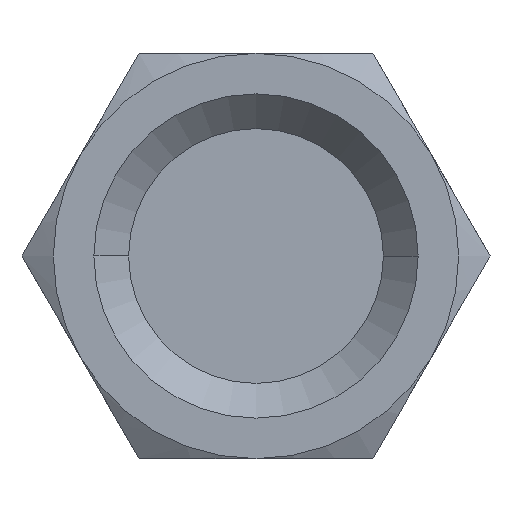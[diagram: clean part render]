
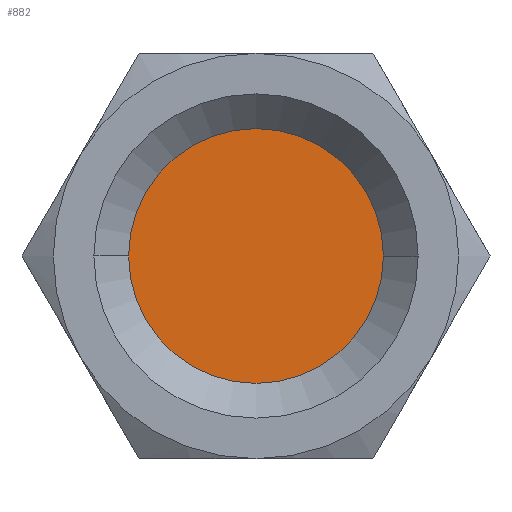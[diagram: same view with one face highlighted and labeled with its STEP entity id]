
A CAD part, front view. The second image highlights one B-rep face of the part: STEP entity #882.
In plain terms, the highlighted planar face has unit normal (0, -1, 0).
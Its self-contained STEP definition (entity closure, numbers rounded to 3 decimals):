
#24 = CIRCLE ( 'NONE', #1915, 4.4 ) ;
#101 = CIRCLE ( 'NONE', #1941, 4.4 ) ;
#185 = FACE_OUTER_BOUND ( 'NONE', #2706, .T. ) ;
#289 = VERTEX_POINT ( 'NONE', #2436 ) ;
#326 = VERTEX_POINT ( 'NONE', #816 ) ;
#549 = EDGE_CURVE ( 'NONE', #326, #289, #24, .T. ) ;
#674 = EDGE_CURVE ( 'NONE', #289, #326, #101, .T. ) ;
#816 = CARTESIAN_POINT ( 'NONE',  ( -4.4, 1.614, 0. ) ) ;
#882 = ADVANCED_FACE ( 'NONE', ( #185 ), #1856, .T. ) ;
#1856 = PLANE ( 'NONE',  #2021 ) ;
#1875 = CARTESIAN_POINT ( 'NONE',  ( 0., 1.614, 0. ) ) ;
#1876 = DIRECTION ( 'NONE',  ( 0., -1., 0. ) ) ;
#1877 = DIRECTION ( 'NONE',  ( 0., 0., -1. ) ) ;
#1915 = AXIS2_PLACEMENT_3D ( 'NONE', #2760, #2761, #2762 ) ;
#1941 = AXIS2_PLACEMENT_3D ( 'NONE', #2142, #2143, #2144 ) ;
#2021 = AXIS2_PLACEMENT_3D ( 'NONE', #1875, #1876, #1877 ) ;
#2142 = CARTESIAN_POINT ( 'NONE',  ( 0., 1.614, 0. ) ) ;
#2143 = DIRECTION ( 'NONE',  ( 0., 1., 0. ) ) ;
#2144 = DIRECTION ( 'NONE',  ( 0., 0., -1. ) ) ;
#2277 = ORIENTED_EDGE ( 'NONE', *, *, #549, .F. ) ;
#2421 = ORIENTED_EDGE ( 'NONE', *, *, #674, .F. ) ;
#2436 = CARTESIAN_POINT ( 'NONE',  ( 4.4, 1.614, 0. ) ) ;
#2706 = EDGE_LOOP ( 'NONE', ( #2421, #2277 ) ) ;
#2760 = CARTESIAN_POINT ( 'NONE',  ( 0., 1.614, 0. ) ) ;
#2761 = DIRECTION ( 'NONE',  ( 0., 1., 0. ) ) ;
#2762 = DIRECTION ( 'NONE',  ( 0., 0., -1. ) ) ;
